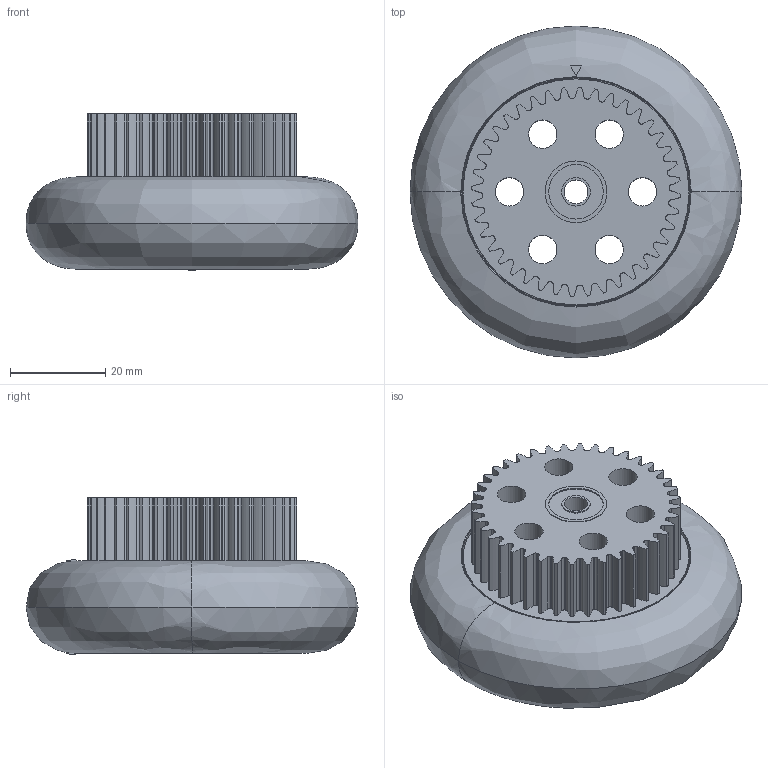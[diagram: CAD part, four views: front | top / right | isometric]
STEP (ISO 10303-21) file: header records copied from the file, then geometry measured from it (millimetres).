
FILE_DESCRIPTION(/* description */ (''),/* implementation_level */ '2;1');
FILE_NAME(/* name */ '2_75_Wheel.step',/* time_stamp */ '2018-09-09T17:03:13-04:00',/* author */ ('Xaveagle'),/* organization */ (''),/* preprocessor_version */ 'ST-DEVELOPER v17.2',/* originating_system */ 'Autodesk Translation Framework v7.6.0.251',/* authorisation */ '');
FILE_SCHEMA (('AUTOMOTIVE_DESIGN { 1 0 10303 214 3 1 1 }'));
Products named in the file (4): 2_75_Wheel; SMALL-WHEEL-TIRE; Drive Wheel; Small Bearing v2
Assembly tree (4 placements, depth 2):
  2_75_Wheel
    SMALL-WHEEL-TIRE
    Drive Wheel
    Small Bearing v2  x2
Bounding box: 69.85 x 69.85 x 33.07 mm (x, y, z)
Volume: 73095.6 mm3; surface area: 33820.3 mm2
Topology: 4 solids, 4 shells, 1130 faces, 3089 edges, 1958 vertices
Faces by surface type: cylinder 463, bspline 331, plane 214, sphere 49, cone 38, torus 35
Full cylindrical faces by diameter (mm): 5 x2, 6 x7, 6.016 x4, 11.476 x4, 13 x4, 47.558 x2, 48.15 x2
Entity records: 52310 total; most frequent: CARTESIAN_POINT 25503, ORIENTED_EDGE 6092, DIRECTION 5151, EDGE_CURVE 3046, AXIS2_PLACEMENT_3D 2106, VERTEX_POINT 1946, CIRCLE 1239, EDGE_LOOP 1148
